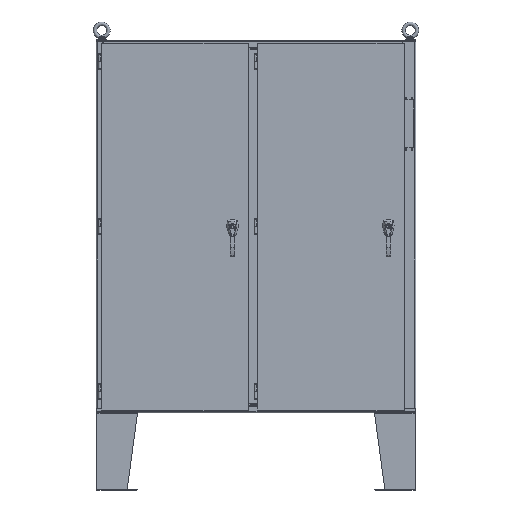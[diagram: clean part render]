
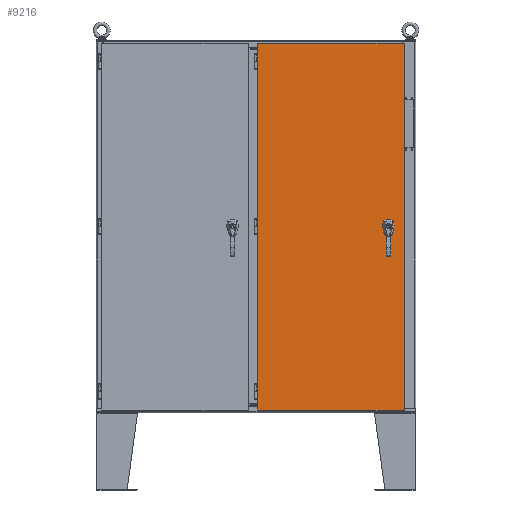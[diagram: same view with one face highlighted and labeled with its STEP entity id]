
A CAD part, top view. The second image highlights one B-rep face of the part: STEP entity #9216.
In plain terms, the highlighted face is planar.
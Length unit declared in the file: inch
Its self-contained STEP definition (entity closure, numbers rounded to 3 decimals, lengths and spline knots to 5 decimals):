
#4055 = LINE ( 'NONE', #112337, #138335 ) ;
#6432 = AXIS2_PLACEMENT_3D ( 'NONE', #114602, #47369, #117010 ) ;
#9216 = ADVANCED_FACE ( 'NONE', ( #123500 ), #116410, .T. ) ;
#13319 = DIRECTION ( 'NONE',  ( 1., 0., 0. ) ) ;
#14443 = EDGE_CURVE ( 'NONE', #85077, #93426, #145027, .T. ) ;
#33438 = CARTESIAN_POINT ( 'NONE',  ( 31.12455, -1.24331, 0.49979 ) ) ;
#47369 = DIRECTION ( 'NONE',  ( 0., -1., 0. ) ) ;
#51924 = VECTOR ( 'NONE', #92464, 39.37008 ) ;
#52010 = VECTOR ( 'NONE', #117234, 39.37008 ) ;
#55324 = VECTOR ( 'NONE', #13319, 39.37008 ) ;
#73164 = EDGE_CURVE ( 'NONE', #164138, #85077, #89866, .T. ) ;
#79998 = LINE ( 'NONE', #117295, #51924 ) ;
#83292 = EDGE_CURVE ( 'NONE', #164138, #105364, #4055, .T. ) ;
#85077 = VERTEX_POINT ( 'NONE', #129235 ) ;
#89805 = CARTESIAN_POINT ( 'NONE',  ( 31.12455, -1.24331, 71.62514 ) ) ;
#89866 = LINE ( 'NONE', #153218, #55324 ) ;
#92464 = DIRECTION ( 'NONE',  ( 1., 0., 0. ) ) ;
#93426 = VERTEX_POINT ( 'NONE', #176980 ) ;
#102956 = ORIENTED_EDGE ( 'NONE', *, *, #172864, .T. ) ;
#105364 = VERTEX_POINT ( 'NONE', #33438 ) ;
#112337 = CARTESIAN_POINT ( 'NONE',  ( 31.12455, -1.24331, 71.62514 ) ) ;
#114602 = CARTESIAN_POINT ( 'NONE',  ( 30.24961, -1.24331, 0. ) ) ;
#116410 = PLANE ( 'NONE',  #6432 ) ;
#116500 = ORIENTED_EDGE ( 'NONE', *, *, #73164, .F. ) ;
#117010 = DIRECTION ( 'NONE',  ( 1., 0., 0. ) ) ;
#117234 = DIRECTION ( 'NONE',  ( 0., 0., -1. ) ) ;
#117295 = CARTESIAN_POINT ( 'NONE',  ( 31.12455, -1.24331, 0.49979 ) ) ;
#120490 = ORIENTED_EDGE ( 'NONE', *, *, #83292, .T. ) ;
#121573 = EDGE_LOOP ( 'NONE', ( #120490, #102956, #175857, #116500 ) ) ;
#123500 = FACE_OUTER_BOUND ( 'NONE', #121573, .T. ) ;
#128735 = CARTESIAN_POINT ( 'NONE',  ( 59.62412, -1.24331, 71.62514 ) ) ;
#129235 = CARTESIAN_POINT ( 'NONE',  ( 59.62412, -1.24331, 71.62514 ) ) ;
#138335 = VECTOR ( 'NONE', #167334, 39.37008 ) ;
#145027 = LINE ( 'NONE', #128735, #52010 ) ;
#153218 = CARTESIAN_POINT ( 'NONE',  ( 31.12455, -1.24331, 71.62514 ) ) ;
#164138 = VERTEX_POINT ( 'NONE', #89805 ) ;
#167334 = DIRECTION ( 'NONE',  ( 0., 0., -1. ) ) ;
#172864 = EDGE_CURVE ( 'NONE', #105364, #93426, #79998, .T. ) ;
#175857 = ORIENTED_EDGE ( 'NONE', *, *, #14443, .F. ) ;
#176980 = CARTESIAN_POINT ( 'NONE',  ( 59.62412, -1.24331, 0.49979 ) ) ;
